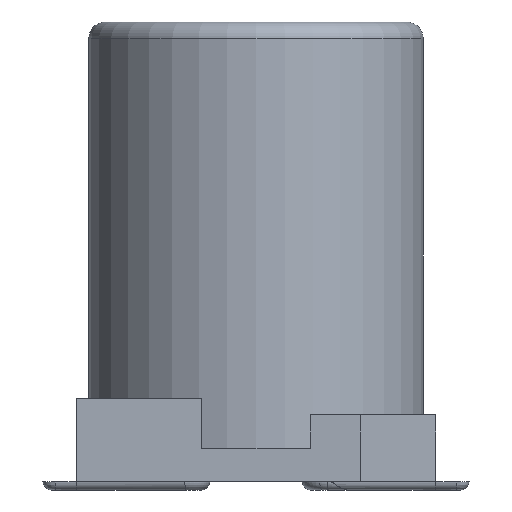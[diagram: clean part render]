
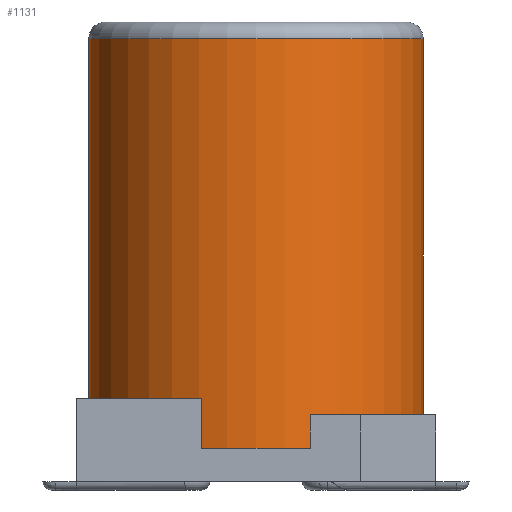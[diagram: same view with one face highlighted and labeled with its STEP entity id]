
A CAD part, left-side view. The second image highlights one B-rep face of the part: STEP entity #1131.
In plain terms, the highlighted cylindrical face has radius 2 mm (diameter 4 mm), a full revolution.
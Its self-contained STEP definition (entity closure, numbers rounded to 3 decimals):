
#86=LINE('',#1646,#212);
#212=VECTOR('',#1326,2.);
#338=CYLINDRICAL_SURFACE('',#1218,2.);
#352=FACE_OUTER_BOUND('',#416,.T.);
#416=EDGE_LOOP('',(#794,#795,#796,#797,#798,#799));
#482=CIRCLE('',#1216,2.);
#483=CIRCLE('',#1217,2.);
#484=CIRCLE('',#1219,2.);
#485=CIRCLE('',#1220,2.);
#511=VERTEX_POINT('',#1639);
#512=VERTEX_POINT('',#1641);
#513=VERTEX_POINT('',#1645);
#514=VERTEX_POINT('',#1647);
#623=EDGE_CURVE('',#511,#512,#482,.T.);
#624=EDGE_CURVE('',#512,#511,#483,.T.);
#625=EDGE_CURVE('',#512,#513,#86,.T.);
#626=EDGE_CURVE('',#513,#514,#484,.T.);
#627=EDGE_CURVE('',#514,#513,#485,.T.);
#794=ORIENTED_EDGE('',*,*,#623,.F.);
#795=ORIENTED_EDGE('',*,*,#624,.F.);
#796=ORIENTED_EDGE('',*,*,#625,.T.);
#797=ORIENTED_EDGE('',*,*,#626,.T.);
#798=ORIENTED_EDGE('',*,*,#627,.T.);
#799=ORIENTED_EDGE('',*,*,#625,.F.);
#1131=ADVANCED_FACE('',(#352),#338,.T.);
#1216=AXIS2_PLACEMENT_3D('',#1642,#1320,#1321);
#1217=AXIS2_PLACEMENT_3D('',#1643,#1322,#1323);
#1218=AXIS2_PLACEMENT_3D('',#1644,#1324,#1325);
#1219=AXIS2_PLACEMENT_3D('',#1648,#1327,#1328);
#1220=AXIS2_PLACEMENT_3D('',#1649,#1329,#1330);
#1320=DIRECTION('center_axis',(0.,0.,
1.));
#1321=DIRECTION('ref_axis',(-0.814,0.581,0.));
#1322=DIRECTION('center_axis',(0.,0.,
1.));
#1323=DIRECTION('ref_axis',(-0.814,0.581,0.));
#1324=DIRECTION('center_axis',(0.,0.,1.));
#1325=DIRECTION('ref_axis',(-1.,0.,0.));
#1326=DIRECTION('',(0.,0.,-1.));
#1327=DIRECTION('center_axis',(0.,0.,
1.));
#1328=DIRECTION('ref_axis',(-0.814,0.581,0.));
#1329=DIRECTION('center_axis',(0.,0.,
1.));
#1330=DIRECTION('ref_axis',(-0.814,0.581,0.));
#1639=CARTESIAN_POINT('',(-1.95,-4.75,5.3));
#1641=CARTESIAN_POINT('',(2.05,-4.75,5.3));
#1642=CARTESIAN_POINT('Origin',(0.05,-4.75,5.3));
#1643=CARTESIAN_POINT('Origin',(0.05,-4.75,5.3));
#1644=CARTESIAN_POINT('Origin',(0.05,-4.75,2.7));
#1645=CARTESIAN_POINT('',(2.05,-4.75,0.1));
#1646=CARTESIAN_POINT('',(2.05,-4.75,2.7));
#1647=CARTESIAN_POINT('',(-1.95,-4.75,0.1));
#1648=CARTESIAN_POINT('Origin',(0.05,-4.75,0.1));
#1649=CARTESIAN_POINT('Origin',(0.05,-4.75,0.1));
